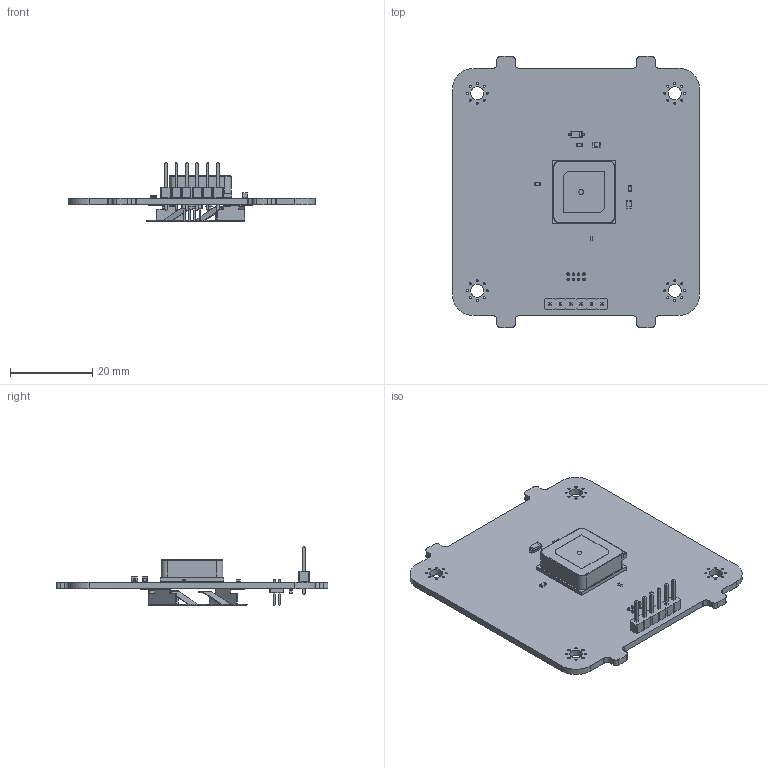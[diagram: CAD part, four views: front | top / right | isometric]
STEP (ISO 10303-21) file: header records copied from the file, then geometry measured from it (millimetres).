
FILE_DESCRIPTION(('KiCad electronic assembly'),'2;1');
FILE_NAME('kleinvoet_gps.step','2021-02-25T13:43:06',('An Author'),( 'A Company'),'Open CASCADE STEP processor 6.9', 'KiCad to STEP converter','Unknown');
FILE_SCHEMA(('AUTOMOTIVE_DESIGN { 1 0 10303 214 1 1 1 1 }'));
Length unit declared in the file: millimetre
Products named in the file (22): Open CASCADE STEP translator 6.9 1; R_0603_1608Metric; SOLID; Keystone_3002_2032; PinHeader_1x06_P2.54mm_Vertical; C_0805_2012Metric; C_0603_1608Metric; PinHeader_2x04_P1.27mm_Vertical; LED_0603_1608Metric; SAM_AP214; COMPOUND; L_0402_1005Metric; D_SOD-123
Assembly tree (26 placements, depth 3):
  Open CASCADE STEP translator 6.9 1
    R_0603_1608Metric  x3
      SOLID
    Keystone_3002_2032
      SOLID
    PinHeader_1x06_P2.54mm_Vertical
      SOLID
    C_0805_2012Metric  x2
      SOLID
    C_0603_1608Metric  x2
      SOLID
    PinHeader_2x04_P1.27mm_Vertical
      SOLID
    LED_0603_1608Metric  x2
      SOLID
    SAM_AP214
      COMPOUND
    L_0402_1005Metric
      SOLID
    D_SOD-123
      SOLID
    COMPOUND
Bounding box: 60 x 66 x 14.24 mm (x, y, z)
Volume: 7323 mm3; surface area: 10834.3 mm2
Topology: 18 solids, 18 shells, 995 faces, 2578 edges, 1704 vertices
Faces by surface type: plane 733, cylinder 225, bspline 32, torus 5
Full cylindrical faces by diameter (mm): 0.5 x32, 0.65 x8, 1 x6, 3.2 x4
Entity records: 60732 total; most frequent: CARTESIAN_POINT 12873, DIRECTION 7739, LINE 5191, VECTOR 5191, ORIENTED_EDGE 4330, PCURVE 4330, DEFINITIONAL_REPRESENTATION 4330, EDGE_CURVE 2165
